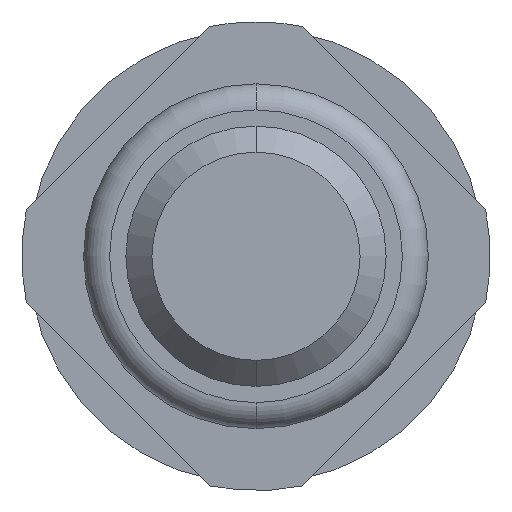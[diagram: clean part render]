
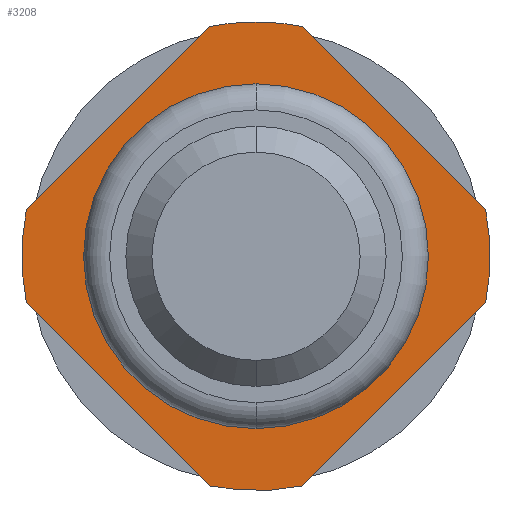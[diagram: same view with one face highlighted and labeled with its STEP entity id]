
A CAD part, front view. The second image highlights one B-rep face of the part: STEP entity #3208.
In plain terms, the highlighted planar face has unit normal (0, -1, 0).
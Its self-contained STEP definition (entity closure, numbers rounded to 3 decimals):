
#16 = ORIENTED_EDGE ( 'NONE', *, *, #1694, .F. ) ;
#45 = CARTESIAN_POINT ( 'NONE',  ( -0.161, -2., 1.961 ) ) ;
#66 = AXIS2_PLACEMENT_3D ( 'NONE', #125, #149, #1003 ) ;
#73 = CARTESIAN_POINT ( 'NONE',  ( -0.357, -2., -1.764 ) ) ;
#125 = CARTESIAN_POINT ( 'NONE',  ( 0., -2., 0. ) ) ;
#149 = DIRECTION ( 'NONE',  ( 0., 1., 0. ) ) ;
#194 = DIRECTION ( 'NONE',  ( -0.707, 0., 0.707 ) ) ;
#195 = LINE ( 'NONE', #1940, #647 ) ;
#210 = EDGE_CURVE ( 'Defeature ausgef�hrt3_1+Defeature ausgef�hrt3_0+Defeature ausgef�hrt3_18+Defeature ausgef�hrt3_15', #3491, #2996, #467, .T. ) ;
#220 = VERTEX_POINT ( 'NONE', #73 ) ;
#286 = DIRECTION ( 'NONE',  ( 0., 1., 0. ) ) ;
#292 = CIRCLE ( 'NONE', #1871, 1.325 ) ;
#344 = EDGE_CURVE ( 'Defeature ausgef�hrt3_0+Defeature ausgef�hrt3_12+Defeature ausgef�hrt3_12+Defeature ausgef�hrt3_12', #1146, #3714, #3096, .T. ) ;
#356 = CARTESIAN_POINT ( 'NONE',  ( 1.764, -2., 0.357 ) ) ;
#467 = CIRCLE ( 'NONE', #2661, 1.8 ) ;
#527 = DIRECTION ( 'NONE',  ( 0., 0., 1. ) ) ;
#593 = EDGE_CURVE ( 'Defeature ausgef�hrt3_0+Defeature ausgef�hrt3_12+Defeature ausgef�hrt3_12+Defeature ausgef�hrt3_12', #3714, #1146, #292, .T. ) ;
#628 = CARTESIAN_POINT ( 'NONE',  ( 0., -2., 0. ) ) ;
#639 = CIRCLE ( 'NONE', #66, 1.8 ) ;
#647 = VECTOR ( 'NONE', #194, 1000. ) ;
#729 = ORIENTED_EDGE ( 'NONE', *, *, #210, .F. ) ;
#752 = ORIENTED_EDGE ( 'NONE', *, *, #3239, .F. ) ;
#761 = CARTESIAN_POINT ( 'NONE',  ( -1.764, -2., -0.357 ) ) ;
#775 = FACE_OUTER_BOUND ( 'NONE', #1046, .T. ) ;
#855 = ORIENTED_EDGE ( 'NONE', *, *, #344, .T. ) ;
#860 = CARTESIAN_POINT ( 'NONE',  ( 0., -2., 0. ) ) ;
#908 = AXIS2_PLACEMENT_3D ( 'NONE', #860, #286, #2879 ) ;
#923 = CARTESIAN_POINT ( 'NONE',  ( -1.764, -2., 0.357 ) ) ;
#1003 = DIRECTION ( 'NONE',  ( 0., 0., 1. ) ) ;
#1033 = ORIENTED_EDGE ( 'NONE', *, *, #2305, .F. ) ;
#1043 = EDGE_CURVE ( 'Defeature ausgef�hrt3_2+Defeature ausgef�hrt3_0+Defeature ausgef�hrt3_17+Defeature ausgef�hrt3_18', #3018, #3050, #1934, .T. ) ;
#1046 = EDGE_LOOP ( 'NONE', ( #1033, #1092, #752, #2478, #3498, #16, #1814, #3197, #729 ) ) ;
#1092 = ORIENTED_EDGE ( 'NONE', *, *, #1043, .F. ) ;
#1146 = VERTEX_POINT ( 'NONE', #1346 ) ;
#1147 = CARTESIAN_POINT ( 'NONE',  ( 0., -2., 0. ) ) ;
#1149 = EDGE_LOOP ( 'NONE', ( #3219, #855 ) ) ;
#1325 = DIRECTION ( 'NONE',  ( 0., 0., 1. ) ) ;
#1330 = VECTOR ( 'NONE', #2977, 1000. ) ;
#1346 = CARTESIAN_POINT ( 'NONE',  ( 0., -2., -1.325 ) ) ;
#1448 = EDGE_CURVE ( 'Defeature ausgef�hrt3_15+Defeature ausgef�hrt3_0+Defeature ausgef�hrt3_1+Defeature ausgef�hrt3_4', #2996, #1989, #2248, .T. ) ;
#1468 = DIRECTION ( 'NONE',  ( 0.707, 0., 0.707 ) ) ;
#1470 = DIRECTION ( 'NONE',  ( 0.707, 0., -0.707 ) ) ;
#1548 = FACE_BOUND ( 'NONE', #1149, .T. ) ;
#1550 = CARTESIAN_POINT ( 'NONE',  ( 0.357, -2., -1.764 ) ) ;
#1551 = CARTESIAN_POINT ( 'NONE',  ( 0., -2., 0. ) ) ;
#1563 = CARTESIAN_POINT ( 'NONE',  ( 0.357, -2., 1.764 ) ) ;
#1694 = EDGE_CURVE ( 'Defeature ausgef�hrt3_16+Defeature ausgef�hrt3_0+Defeature ausgef�hrt3_4+Defeature ausgef�hrt3_3', #220, #2080, #195, .T. ) ;
#1786 = VECTOR ( 'NONE', #1468, 1000. ) ;
#1814 = ORIENTED_EDGE ( 'NONE', *, *, #2966, .F. ) ;
#1871 = AXIS2_PLACEMENT_3D ( 'NONE', #1551, #3234, #2993 ) ;
#1934 = CIRCLE ( 'NONE', #2566, 1.8 ) ;
#1940 = CARTESIAN_POINT ( 'NONE',  ( -0.161, -2., -1.961 ) ) ;
#1967 = CARTESIAN_POINT ( 'NONE',  ( -0.357, -2., 1.764 ) ) ;
#1989 = VERTEX_POINT ( 'NONE', #1550 ) ;
#2032 = CARTESIAN_POINT ( 'NONE',  ( 1.961, -2., 0.161 ) ) ;
#2080 = VERTEX_POINT ( 'NONE', #761 ) ;
#2095 = CIRCLE ( 'NONE', #908, 1.8 ) ;
#2103 = DIRECTION ( 'NONE',  ( 0., 0., 1. ) ) ;
#2194 = LINE ( 'NONE', #45, #1786 ) ;
#2220 = DIRECTION ( 'NONE',  ( 0., 1., 0. ) ) ;
#2248 = LINE ( 'NONE', #3051, #1330 ) ;
#2277 = DIRECTION ( 'NONE',  ( 0., 1., 0. ) ) ;
#2292 = PLANE ( 'NONE',  #2602 ) ;
#2305 = EDGE_CURVE ( 'Defeature ausgef�hrt3_18+Defeature ausgef�hrt3_0+Defeature ausgef�hrt3_2+Defeature ausgef�hrt3_1', #3050, #3491, #3297, .T. ) ;
#2378 = VECTOR ( 'NONE', #1470, 1000. ) ;
#2412 = VERTEX_POINT ( 'NONE', #923 ) ;
#2430 = EDGE_CURVE ( 'Defeature ausgef�hrt3_3+Defeature ausgef�hrt3_0+Defeature ausgef�hrt3_16+Defeature ausgef�hrt3_17', #2080, #2412, #3656, .T. ) ;
#2478 = ORIENTED_EDGE ( 'NONE', *, *, #3367, .F. ) ;
#2539 = CARTESIAN_POINT ( 'NONE',  ( 0., -2., 0. ) ) ;
#2566 = AXIS2_PLACEMENT_3D ( 'NONE', #2539, #2220, #3640 ) ;
#2602 = AXIS2_PLACEMENT_3D ( 'NONE', #3424, #2277, #527 ) ;
#2661 = AXIS2_PLACEMENT_3D ( 'NONE', #628, #3525, #2103 ) ;
#2879 = DIRECTION ( 'NONE',  ( 0., 0., 1. ) ) ;
#2894 = AXIS2_PLACEMENT_3D ( 'NONE', #1147, #3338, #1325 ) ;
#2940 = CARTESIAN_POINT ( 'NONE',  ( 0., -2., 0. ) ) ;
#2965 = DIRECTION ( 'NONE',  ( 0., 1., 0. ) ) ;
#2966 = EDGE_CURVE ( 'Defeature ausgef�hrt3_4+Defeature ausgef�hrt3_0+Defeature ausgef�hrt3_15+Defeature ausgef�hrt3_16', #1989, #220, #639, .T. ) ;
#2977 = DIRECTION ( 'NONE',  ( -0.707, 0., -0.707 ) ) ;
#2993 = DIRECTION ( 'NONE',  ( 0., 0., 1. ) ) ;
#2996 = VERTEX_POINT ( 'NONE', #3269 ) ;
#3018 = VERTEX_POINT ( 'NONE', #3296 ) ;
#3050 = VERTEX_POINT ( 'NONE', #1563 ) ;
#3051 = CARTESIAN_POINT ( 'NONE',  ( 1.961, -2., -0.161 ) ) ;
#3096 = CIRCLE ( 'NONE', #2894, 1.325 ) ;
#3157 = AXIS2_PLACEMENT_3D ( 'NONE', #2940, #2965, #3502 ) ;
#3197 = ORIENTED_EDGE ( 'NONE', *, *, #1448, .F. ) ;
#3208 = ADVANCED_FACE ( 'Defeature ausgef�hrt3_0', ( #1548, #775 ), #2292, .F. ) ;
#3219 = ORIENTED_EDGE ( 'NONE', *, *, #593, .T. ) ;
#3234 = DIRECTION ( 'NONE',  ( 0., 1., 0. ) ) ;
#3239 = EDGE_CURVE ( 'Defeature ausgef�hrt3_2+Defeature ausgef�hrt3_0+Defeature ausgef�hrt3_17+Defeature ausgef�hrt3_18', #3690, #3018, #2095, .T. ) ;
#3269 = CARTESIAN_POINT ( 'NONE',  ( 1.764, -2., -0.357 ) ) ;
#3296 = CARTESIAN_POINT ( 'NONE',  ( 0., -2., 1.8 ) ) ;
#3297 = LINE ( 'NONE', #2032, #2378 ) ;
#3338 = DIRECTION ( 'NONE',  ( 0., 1., 0. ) ) ;
#3367 = EDGE_CURVE ( 'Defeature ausgef�hrt3_17+Defeature ausgef�hrt3_0+Defeature ausgef�hrt3_3+Defeature ausgef�hrt3_2', #2412, #3690, #2194, .T. ) ;
#3424 = CARTESIAN_POINT ( 'NONE',  ( 1.8, -2., 0. ) ) ;
#3491 = VERTEX_POINT ( 'NONE', #356 ) ;
#3498 = ORIENTED_EDGE ( 'NONE', *, *, #2430, .F. ) ;
#3502 = DIRECTION ( 'NONE',  ( 0., 0., 1. ) ) ;
#3525 = DIRECTION ( 'NONE',  ( 0., 1., 0. ) ) ;
#3640 = DIRECTION ( 'NONE',  ( 0., 0., 1. ) ) ;
#3656 = CIRCLE ( 'NONE', #3157, 1.8 ) ;
#3690 = VERTEX_POINT ( 'NONE', #1967 ) ;
#3693 = CARTESIAN_POINT ( 'NONE',  ( 0., -2., 1.325 ) ) ;
#3714 = VERTEX_POINT ( 'NONE', #3693 ) ;
